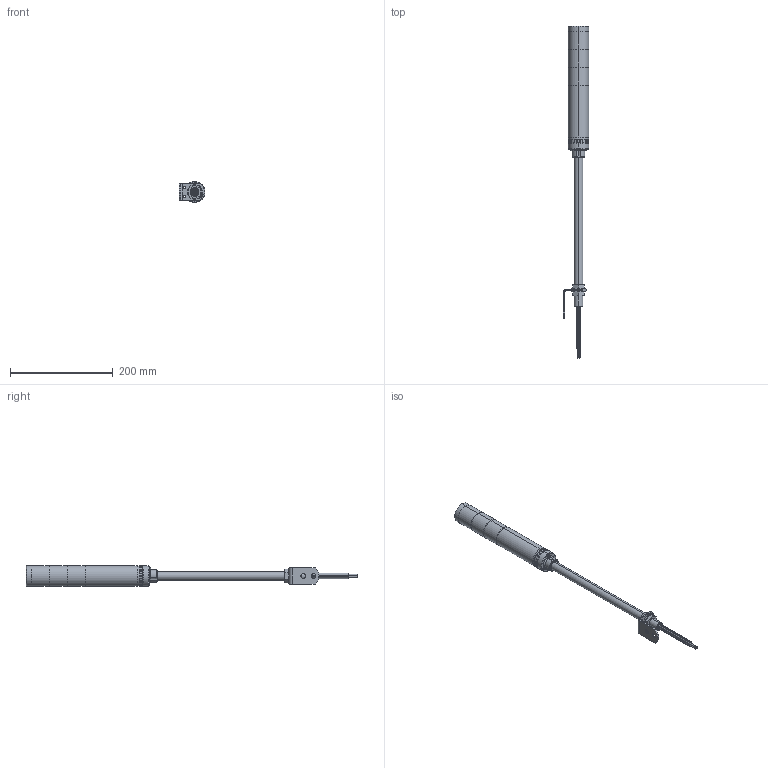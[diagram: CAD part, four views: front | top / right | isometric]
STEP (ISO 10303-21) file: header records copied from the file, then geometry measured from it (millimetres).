
FILE_DESCRIPTION (( 'STEP AP214' ), '1' );
FILE_NAME ('LCE-3M2-RYG.step', '2016-10-25T14:43:38', ( '' ), ( '' ), 'SwSTEP 2.0', 'SolidWorks 2016', '' );
FILE_SCHEMA (( 'AUTOMOTIVE_DESIGN' ));
Length unit declared in the file: millimetre
Products named in the file (1): LCE-3M2-RYG
Bounding box: 50 x 646 x 40 mm (x, y, z)
Volume: 360623.4 mm3; surface area: 126831.7 mm2
Topology: 34 solids, 34 shells, 381 faces, 894 edges, 581 vertices
Faces by surface type: plane 243, cylinder 118, cone 8, torus 6, bspline 6
Entity records: 11643 total; most frequent: CARTESIAN_POINT 2083, DIRECTION 1940, ORIENTED_EDGE 1776, EDGE_CURVE 888, AXIS2_PLACEMENT_3D 700, VERTEX_POINT 581, VECTOR 540, LINE 540
